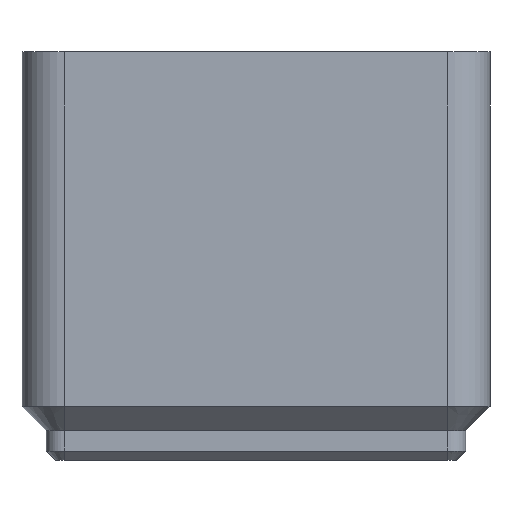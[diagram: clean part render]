
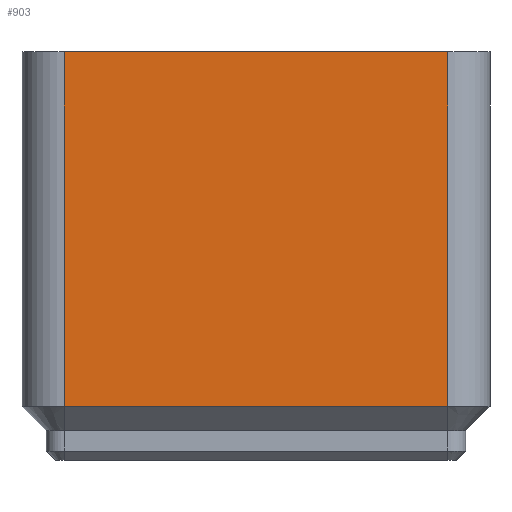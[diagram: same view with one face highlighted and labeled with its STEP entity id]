
A CAD part, left-side view. The second image highlights one B-rep face of the part: STEP entity #903.
In plain terms, the highlighted planar face has unit normal (-1, 0, 0).
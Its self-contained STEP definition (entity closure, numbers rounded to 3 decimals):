
#33 = PLANE('',#34);
#34 = AXIS2_PLACEMENT_3D('',#35,#36,#37);
#35 = CARTESIAN_POINT('',(0.,0.,0.));
#36 = DIRECTION('',(0.,0.,1.));
#37 = DIRECTION('',(1.,0.,0.));
#256 = EDGE_CURVE('',#257,#259,#261,.T.);
#257 = VERTEX_POINT('',#258);
#258 = CARTESIAN_POINT('',(-20.75,-17.,0.));
#259 = VERTEX_POINT('',#260);
#260 = CARTESIAN_POINT('',(-20.75,17.,0.));
#261 = SURFACE_CURVE('',#262,(#266,#273),.PCURVE_S1.);
#262 = LINE('',#263,#264);
#263 = CARTESIAN_POINT('',(-20.75,0.,0.));
#264 = VECTOR('',#265,1.);
#265 = DIRECTION('',(0.,1.,0.));
#266 = PCURVE('',#33,#267);
#267 = DEFINITIONAL_REPRESENTATION('',(#268),#272);
#268 = LINE('',#269,#270);
#269 = CARTESIAN_POINT('',(-20.75,0.));
#270 = VECTOR('',#271,1.);
#271 = DIRECTION('',(0.,1.));
#272 = ( GEOMETRIC_REPRESENTATION_CONTEXT(2) 
PARAMETRIC_REPRESENTATION_CONTEXT() REPRESENTATION_CONTEXT('2D SPACE',''
  ) );
#273 = PCURVE('',#274,#279);
#274 = PLANE('',#275);
#275 = AXIS2_PLACEMENT_3D('',#276,#277,#278);
#276 = CARTESIAN_POINT('',(-20.75,0.,27.046));
#277 = DIRECTION('',(1.,0.,0.));
#278 = DIRECTION('',(0.,-0.,1.));
#279 = DEFINITIONAL_REPRESENTATION('',(#280),#284);
#280 = LINE('',#281,#282);
#281 = CARTESIAN_POINT('',(-27.046,0.));
#282 = VECTOR('',#283,1.);
#283 = DIRECTION('',(0.,-1.));
#284 = ( GEOMETRIC_REPRESENTATION_CONTEXT(2) 
PARAMETRIC_REPRESENTATION_CONTEXT() REPRESENTATION_CONTEXT('2D SPACE',''
  ) );
#303 = CYLINDRICAL_SURFACE('',#304,3.75);
#304 = AXIS2_PLACEMENT_3D('',#305,#306,#307);
#305 = CARTESIAN_POINT('',(-17.,-17.,27.046));
#306 = DIRECTION('',(0.,-0.,1.));
#307 = DIRECTION('',(1.,0.,0.));
#472 = CYLINDRICAL_SURFACE('',#473,3.75);
#473 = AXIS2_PLACEMENT_3D('',#474,#475,#476);
#474 = CARTESIAN_POINT('',(-17.,17.,27.046));
#475 = DIRECTION('',(0.,-0.,1.));
#476 = DIRECTION('',(1.,0.,0.));
#903 = ADVANCED_FACE('',(#904),#274,.F.);
#904 = FACE_BOUND('',#905,.F.);
#905 = EDGE_LOOP('',(#906,#928,#956,#977));
#906 = ORIENTED_EDGE('',*,*,#907,.F.);
#907 = EDGE_CURVE('',#908,#259,#910,.T.);
#908 = VERTEX_POINT('',#909);
#909 = CARTESIAN_POINT('',(-20.75,17.,31.446));
#910 = SURFACE_CURVE('',#911,(#915,#922),.PCURVE_S1.);
#911 = LINE('',#912,#913);
#912 = CARTESIAN_POINT('',(-20.75,17.,27.046));
#913 = VECTOR('',#914,1.);
#914 = DIRECTION('',(0.,0.,-1.));
#915 = PCURVE('',#274,#916);
#916 = DEFINITIONAL_REPRESENTATION('',(#917),#921);
#917 = LINE('',#918,#919);
#918 = CARTESIAN_POINT('',(0.,-17.));
#919 = VECTOR('',#920,1.);
#920 = DIRECTION('',(-1.,0.));
#921 = ( GEOMETRIC_REPRESENTATION_CONTEXT(2) 
PARAMETRIC_REPRESENTATION_CONTEXT() REPRESENTATION_CONTEXT('2D SPACE',''
  ) );
#922 = PCURVE('',#472,#923);
#923 = DEFINITIONAL_REPRESENTATION('',(#924),#927);
#924 = B_SPLINE_CURVE_WITH_KNOTS('',1,(#925,#926),.UNSPECIFIED.,.F.,.F.,
  (2,2),(-4.4,-0.),.PIECEWISE_BEZIER_KNOTS.);
#925 = CARTESIAN_POINT('',(3.142,4.4));
#926 = CARTESIAN_POINT('',(3.142,0.));
#927 = ( GEOMETRIC_REPRESENTATION_CONTEXT(2) 
PARAMETRIC_REPRESENTATION_CONTEXT() REPRESENTATION_CONTEXT('2D SPACE',''
  ) );
#928 = ORIENTED_EDGE('',*,*,#929,.T.);
#929 = EDGE_CURVE('',#908,#930,#932,.T.);
#930 = VERTEX_POINT('',#931);
#931 = CARTESIAN_POINT('',(-20.75,-17.,31.446));
#932 = SURFACE_CURVE('',#933,(#937,#944),.PCURVE_S1.);
#933 = LINE('',#934,#935);
#934 = CARTESIAN_POINT('',(-20.75,0.,31.446));
#935 = VECTOR('',#936,1.);
#936 = DIRECTION('',(0.,-1.,-0.));
#937 = PCURVE('',#274,#938);
#938 = DEFINITIONAL_REPRESENTATION('',(#939),#943);
#939 = LINE('',#940,#941);
#940 = CARTESIAN_POINT('',(4.4,0.));
#941 = VECTOR('',#942,1.);
#942 = DIRECTION('',(0.,1.));
#943 = ( GEOMETRIC_REPRESENTATION_CONTEXT(2) 
PARAMETRIC_REPRESENTATION_CONTEXT() REPRESENTATION_CONTEXT('2D SPACE',''
  ) );
#944 = PCURVE('',#945,#950);
#945 = PLANE('',#946);
#946 = AXIS2_PLACEMENT_3D('',#947,#948,#949);
#947 = CARTESIAN_POINT('',(-20.75,0.,31.446));
#948 = DIRECTION('',(-0.707,-0.,-0.707));
#949 = DIRECTION('',(0.707,0.,-0.707)
  );
#950 = DEFINITIONAL_REPRESENTATION('',(#951),#955);
#951 = LINE('',#952,#953);
#952 = CARTESIAN_POINT('',(0.,0.));
#953 = VECTOR('',#954,1.);
#954 = DIRECTION('',(0.,1.));
#955 = ( GEOMETRIC_REPRESENTATION_CONTEXT(2) 
PARAMETRIC_REPRESENTATION_CONTEXT() REPRESENTATION_CONTEXT('2D SPACE',''
  ) );
#956 = ORIENTED_EDGE('',*,*,#957,.F.);
#957 = EDGE_CURVE('',#257,#930,#958,.T.);
#958 = SURFACE_CURVE('',#959,(#963,#970),.PCURVE_S1.);
#959 = LINE('',#960,#961);
#960 = CARTESIAN_POINT('',(-20.75,-17.,0.));
#961 = VECTOR('',#962,1.);
#962 = DIRECTION('',(0.,0.,1.));
#963 = PCURVE('',#274,#964);
#964 = DEFINITIONAL_REPRESENTATION('',(#965),#969);
#965 = LINE('',#966,#967);
#966 = CARTESIAN_POINT('',(-27.046,17.));
#967 = VECTOR('',#968,1.);
#968 = DIRECTION('',(1.,0.));
#969 = ( GEOMETRIC_REPRESENTATION_CONTEXT(2) 
PARAMETRIC_REPRESENTATION_CONTEXT() REPRESENTATION_CONTEXT('2D SPACE',''
  ) );
#970 = PCURVE('',#303,#971);
#971 = DEFINITIONAL_REPRESENTATION('',(#972),#976);
#972 = LINE('',#973,#974);
#973 = CARTESIAN_POINT('',(3.142,-27.046));
#974 = VECTOR('',#975,1.);
#975 = DIRECTION('',(-0.,1.));
#976 = ( GEOMETRIC_REPRESENTATION_CONTEXT(2) 
PARAMETRIC_REPRESENTATION_CONTEXT() REPRESENTATION_CONTEXT('2D SPACE',''
  ) );
#977 = ORIENTED_EDGE('',*,*,#256,.T.);
